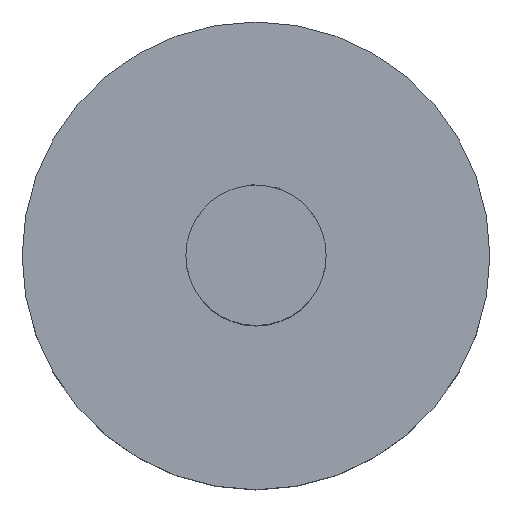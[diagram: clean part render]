
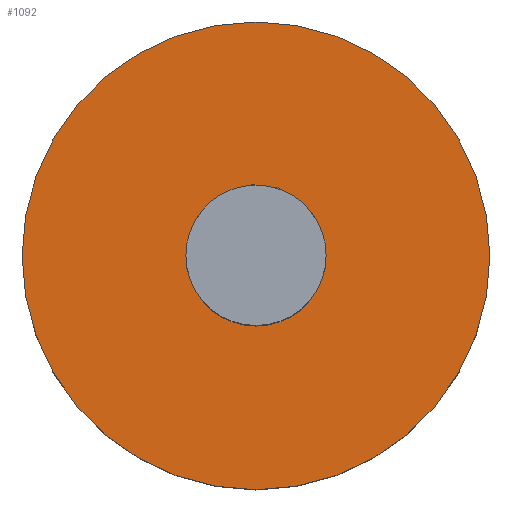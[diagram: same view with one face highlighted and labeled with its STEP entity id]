
A CAD part, top view. The second image highlights one B-rep face of the part: STEP entity #1092.
In plain terms, the highlighted planar face has unit normal (0, 0, 1).
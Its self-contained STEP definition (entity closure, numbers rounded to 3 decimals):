
#10 = CARTESIAN_POINT ( 'NONE',  ( 0., 0., 3. ) ) ;
#11 = CIRCLE ( 'NONE', #90, 1.5 ) ;
#21 = DIRECTION ( 'NONE',  ( 1., 0., 0. ) ) ;
#23 = CARTESIAN_POINT ( 'NONE',  ( 0.492, 1.448, 3. ) ) ;
#26 = VERTEX_POINT ( 'NONE', #1435 ) ;
#63 = CARTESIAN_POINT ( 'NONE',  ( 0., 0., 3. ) ) ;
#90 = AXIS2_PLACEMENT_3D ( 'NONE', #1423, #612, #1195 ) ;
#143 = ORIENTED_EDGE ( 'NONE', *, *, #1210, .F. ) ;
#156 = VERTEX_POINT ( 'NONE', #1345 ) ;
#164 = CARTESIAN_POINT ( 'NONE',  ( -0.103, 1.526, 3. ) ) ;
#170 = CARTESIAN_POINT ( 'NONE',  ( 0.492, 1.448, 3. ) ) ;
#185 = CARTESIAN_POINT ( 'NONE',  ( -0.103, 1.526, 3. ) ) ;
#197 = VERTEX_POINT ( 'NONE', #170 ) ;
#240 = EDGE_CURVE ( 'NONE', #26, #197, #532, .T. ) ;
#245 = FACE_BOUND ( 'NONE', #382, .T. ) ;
#248 = CARTESIAN_POINT ( 'NONE',  ( 0.487, 1.419, 3. ) ) ;
#301 = CARTESIAN_POINT ( 'NONE',  ( 0., 0., 3. ) ) ;
#310 = CARTESIAN_POINT ( 'NONE',  ( -0.105, 1.496, 3. ) ) ;
#325 = ORIENTED_EDGE ( 'NONE', *, *, #902, .F. ) ;
#353 = ORIENTED_EDGE ( 'NONE', *, *, #545, .F. ) ;
#363 = CARTESIAN_POINT ( 'NONE',  ( 5., 0., 3. ) ) ;
#382 = EDGE_LOOP ( 'NONE', ( #1260, #1457, #325, #143, #353, #493 ) ) ;
#386 = FACE_OUTER_BOUND ( 'NONE', #541, .T. ) ;
#387 = VERTEX_POINT ( 'NONE', #1259 ) ;
#420 = CARTESIAN_POINT ( 'NONE',  ( -0.105, 1.506, 3. ) ) ;
#458 = AXIS2_PLACEMENT_3D ( 'NONE', #301, #765, #1485 ) ;
#483 = DIRECTION ( 'NONE',  ( 0., 0., 1. ) ) ;
#493 = ORIENTED_EDGE ( 'NONE', *, *, #1179, .T. ) ;
#494 = CARTESIAN_POINT ( 'NONE',  ( 0.489, 1.429, 3. ) ) ;
#503 = DIRECTION ( 'NONE',  ( 1., 0., 0. ) ) ;
#528 = CARTESIAN_POINT ( 'NONE',  ( 0., 0., 3. ) ) ;
#532 =( BOUNDED_CURVE ( )  B_SPLINE_CURVE ( 1, ( #185, #562 ),
 .UNSPECIFIED., .F., .T. ) 
 B_SPLINE_CURVE_WITH_KNOTS ( ( 2, 2 ),
 ( 0., 0.001 ),
 .UNSPECIFIED. ) 
 CURVE ( )  GEOMETRIC_REPRESENTATION_ITEM ( )  RATIONAL_B_SPLINE_CURVE ( ( 0.994, 0.994 ) ) 
 REPRESENTATION_ITEM ( '' )  );
#535 = DIRECTION ( 'NONE',  ( 0., 0., 1. ) ) ;
#541 = EDGE_LOOP ( 'NONE', ( #1082, #722 ) ) ;
#545 = EDGE_CURVE ( 'NONE', #1253, #1142, #1150, .T. ) ;
#562 = CARTESIAN_POINT ( 'NONE',  ( 0.492, 1.448, 3. ) ) ;
#605 = AXIS2_PLACEMENT_3D ( 'NONE', #528, #887, #761 ) ;
#612 = DIRECTION ( 'NONE',  ( 0., 0., 1. ) ) ;
#722 = ORIENTED_EDGE ( 'NONE', *, *, #1272, .T. ) ;
#731 = CARTESIAN_POINT ( 'NONE',  ( 0., 0., 3. ) ) ;
#738 = PLANE ( 'NONE',  #1420 ) ;
#761 = DIRECTION ( 'NONE',  ( 1., 0., 0. ) ) ;
#765 = DIRECTION ( 'NONE',  ( 0., 0., 1. ) ) ;
#770 = CARTESIAN_POINT ( 'NONE',  ( -1.5, 0., 3. ) ) ;
#797 = AXIS2_PLACEMENT_3D ( 'NONE', #63, #535, #1007 ) ;
#887 = DIRECTION ( 'NONE',  ( 0., 0., 1. ) ) ;
#901 = CIRCLE ( 'NONE', #1102, 5. ) ;
#902 = EDGE_CURVE ( 'NONE', #387, #1290, #11, .T. ) ;
#908 = VERTEX_POINT ( 'NONE', #363 ) ;
#930 = EDGE_CURVE ( 'NONE', #197, #1290, #997, .T. ) ;
#997 =( BOUNDED_CURVE ( )  B_SPLINE_CURVE ( 3, ( #23, #1075, #494, #248 ),
 .UNSPECIFIED., .F., .T. ) 
 B_SPLINE_CURVE_WITH_KNOTS ( ( 4, 4 ),
 ( 0., 0. ),
 .UNSPECIFIED. ) 
 CURVE ( )  GEOMETRIC_REPRESENTATION_ITEM ( )  RATIONAL_B_SPLINE_CURVE ( ( 0.994, 0.962, 0.932, 0.904 ) ) 
 REPRESENTATION_ITEM ( '' )  );
#1007 = DIRECTION ( 'NONE',  ( 1., 0., 0. ) ) ;
#1013 = CARTESIAN_POINT ( 'NONE',  ( 0.487, 1.419, 3. ) ) ;
#1018 = EDGE_CURVE ( 'NONE', #156, #908, #901, .T. ) ;
#1075 = CARTESIAN_POINT ( 'NONE',  ( 0.491, 1.439, 3. ) ) ;
#1082 = ORIENTED_EDGE ( 'NONE', *, *, #1018, .T. ) ;
#1092 = ADVANCED_FACE ( 'NONE', ( #386, #245 ), #738, .T. ) ;
#1102 = AXIS2_PLACEMENT_3D ( 'NONE', #731, #1431, #503 ) ;
#1142 = VERTEX_POINT ( 'NONE', #770 ) ;
#1150 = CIRCLE ( 'NONE', #458, 1.5 ) ;
#1179 = EDGE_CURVE ( 'NONE', #1253, #26, #1482, .T. ) ;
#1195 = DIRECTION ( 'NONE',  ( 1., 0., 0. ) ) ;
#1210 = EDGE_CURVE ( 'NONE', #1142, #387, #1274, .T. ) ;
#1235 = CARTESIAN_POINT ( 'NONE',  ( -0.105, 1.496, 3. ) ) ;
#1253 = VERTEX_POINT ( 'NONE', #310 ) ;
#1259 = CARTESIAN_POINT ( 'NONE',  ( 1.5, 0., 3. ) ) ;
#1260 = ORIENTED_EDGE ( 'NONE', *, *, #240, .T. ) ;
#1272 = EDGE_CURVE ( 'NONE', #908, #156, #1473, .T. ) ;
#1274 = CIRCLE ( 'NONE', #605, 1.5 ) ;
#1290 = VERTEX_POINT ( 'NONE', #1013 ) ;
#1345 = CARTESIAN_POINT ( 'NONE',  ( -5., 0., 3. ) ) ;
#1367 = CARTESIAN_POINT ( 'NONE',  ( -0.104, 1.516, 3. ) ) ;
#1420 = AXIS2_PLACEMENT_3D ( 'NONE', #10, #483, #21 ) ;
#1423 = CARTESIAN_POINT ( 'NONE',  ( 0., 0., 3. ) ) ;
#1431 = DIRECTION ( 'NONE',  ( 0., 0., 1. ) ) ;
#1435 = CARTESIAN_POINT ( 'NONE',  ( -0.103, 1.526, 3. ) ) ;
#1457 = ORIENTED_EDGE ( 'NONE', *, *, #930, .T. ) ;
#1473 = CIRCLE ( 'NONE', #797, 5. ) ;
#1482 =( BOUNDED_CURVE ( )  B_SPLINE_CURVE ( 3, ( #1235, #420, #1367, #164 ),
 .UNSPECIFIED., .F., .T. ) 
 B_SPLINE_CURVE_WITH_KNOTS ( ( 4, 4 ),
 ( 0.001, 0.001 ),
 .UNSPECIFIED. ) 
 CURVE ( )  GEOMETRIC_REPRESENTATION_ITEM ( )  RATIONAL_B_SPLINE_CURVE ( ( 0.904, 0.932, 0.962, 0.994 ) ) 
 REPRESENTATION_ITEM ( '' )  );
#1485 = DIRECTION ( 'NONE',  ( 1., 0., 0. ) ) ;
